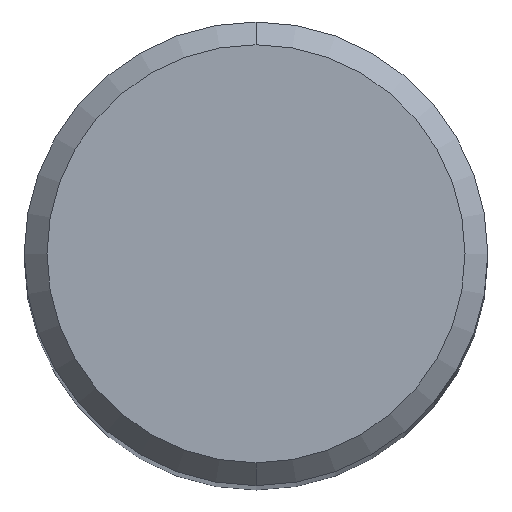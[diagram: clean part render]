
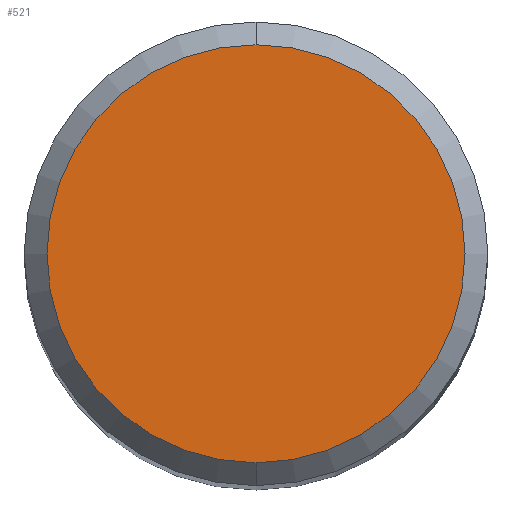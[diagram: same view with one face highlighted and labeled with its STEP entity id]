
A CAD part, top view. The second image highlights one B-rep face of the part: STEP entity #521.
In plain terms, the highlighted planar face has unit normal (0, 0, 1).
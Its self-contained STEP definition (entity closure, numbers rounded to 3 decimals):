
#235=EDGE_CURVE('',#381,#249,#627,.T.);
#249=VERTEX_POINT('',#642);
#381=VERTEX_POINT('',#785);
#385=EDGE_CURVE('',#249,#381,#789,.T.);
#521=ADVANCED_FACE('',(#942),#943,.T.);
#627=CIRCLE('',#1051,3.642);
#642=CARTESIAN_POINT('',(0.0,3.642,0.0));
#785=CARTESIAN_POINT('',(0.,-3.642,0.0));
#789=CIRCLE('',#1368,3.642);
#942=FACE_OUTER_BOUND('',#1625,.T.);
#943=PLANE('',#1626);
#1051=AXIS2_PLACEMENT_3D('',#1819,#1820,#1821);
#1368=AXIS2_PLACEMENT_3D('',#1977,#1978,#1979);
#1625=EDGE_LOOP('',(#2174,#2175));
#1626=AXIS2_PLACEMENT_3D('',#2176,#2177,#2178);
#1819=CARTESIAN_POINT('',(0.0,0.0,0.0));
#1820=DIRECTION('',(0.0,0.0,-1.0));
#1821=DIRECTION('',(0.0,1.0,0.0));
#1977=CARTESIAN_POINT('',(0.0,0.0,0.0));
#1978=DIRECTION('',(0.0,0.0,-1.0));
#1979=DIRECTION('',(0.0,1.0,0.0));
#2174=ORIENTED_EDGE('',*,*,#385,.F.);
#2175=ORIENTED_EDGE('',*,*,#235,.F.);
#2176=CARTESIAN_POINT('',(0.0,1.821,0.0));
#2177=DIRECTION('',(-0.0,0.0,1.0));
#2178=DIRECTION('',(0.0,-1.0,0.0));
